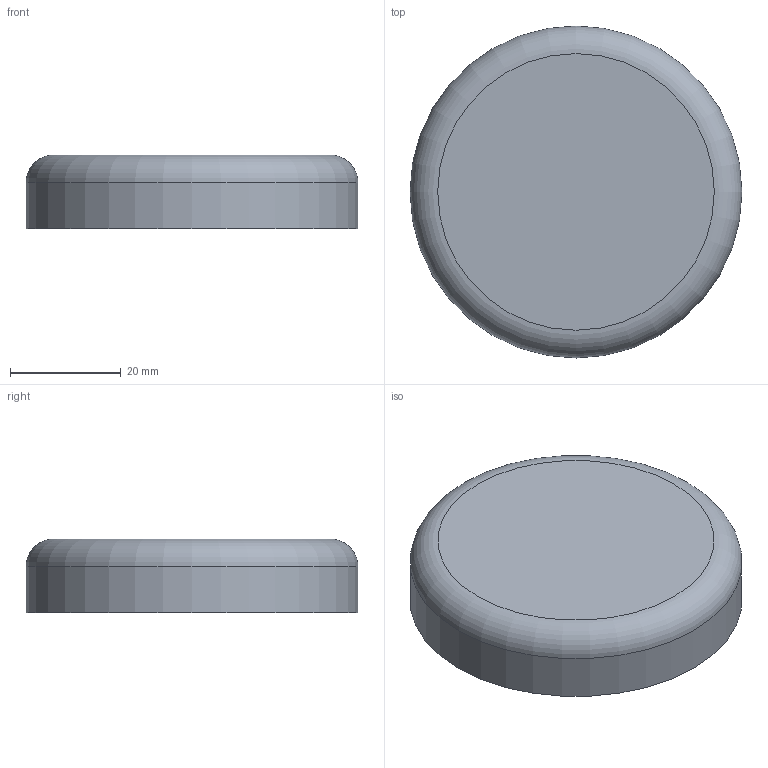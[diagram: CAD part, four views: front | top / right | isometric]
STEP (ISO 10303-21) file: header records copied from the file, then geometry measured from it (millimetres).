
FILE_DESCRIPTION(('FreeCAD Model'),'2;1');
FILE_NAME('Open CASCADE Shape Model','2026-01-26T11:57:14',('Author'),( ''),'Open CASCADE STEP processor 7.8','FreeCAD','Unknown');
FILE_SCHEMA(('AUTOMOTIVE_DESIGN { 1 0 10303 214 1 1 1 1 }'));
Length unit declared in the file: millimetre
Products named in the file (1): Cap
Bounding box: 60 x 60 x 13.36 mm (x, y, z)
Volume: 17036.8 mm3; surface area: 10801.6 mm2
Topology: 1 solids, 1 shells, 19 faces, 44 edges, 28 vertices
Faces by surface type: bspline 9, cylinder 5, plane 4, torus 1
Full cylindrical faces by diameter (mm): 46.54 x3, 60 x1
Entity records: 1367 total; most frequent: CARTESIAN_POINT 992, ORIENTED_EDGE 88, EDGE_CURVE 44, DIRECTION 43, B_SPLINE_CURVE_WITH_KNOTS 31, VERTEX_POINT 28, FACE_BOUND 20, EDGE_LOOP 20
